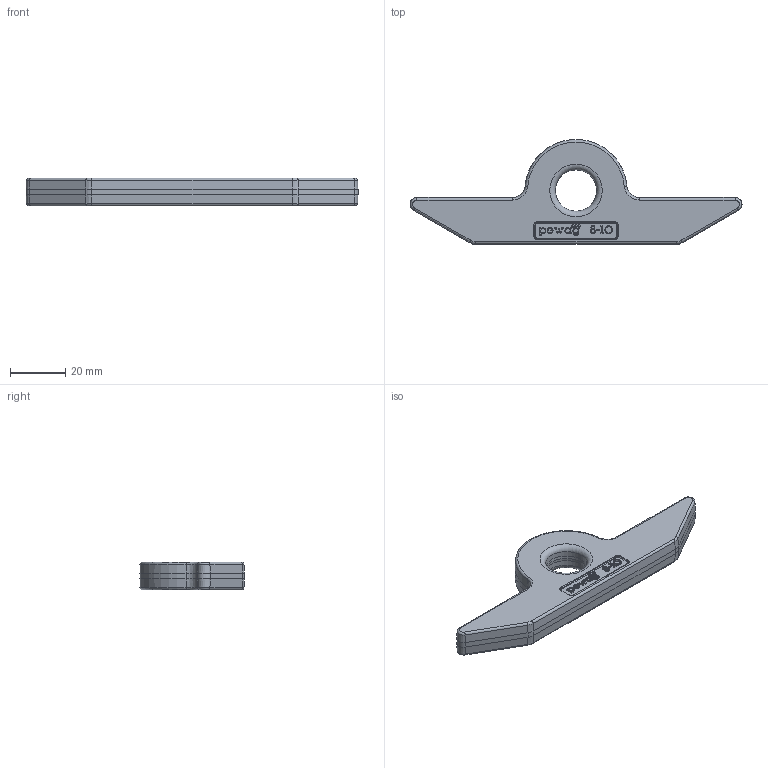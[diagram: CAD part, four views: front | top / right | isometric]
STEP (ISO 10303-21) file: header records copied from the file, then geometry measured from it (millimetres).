
FILE_DESCRIPTION(/* description */ (''),/* implementation_level */ '2;1');
FILE_NAME(/* name */ 'KNEW_Kundenmodell.stp',/* time_stamp */ '2011-12-21T09:19:01+01:00',/* author */ (''),/* organization */ (''),/* preprocessor_version */ 'ST-DEVELOPER v11',/* originating_system */ 'SIEMENS PLM Software NX 7.5',/* authorisation */ '');
FILE_SCHEMA (('AUTOMOTIVE_DESIGN { 1 0 10303 214 1 1 1 1 }'));
Length unit declared in the file: millimetre
Products named in the file (1): kse26A0jlqr
Bounding box: 120 x 37.93 x 10 mm (x, y, z)
Volume: 21481.3 mm3; surface area: 7392.4 mm2
Topology: 1 solids, 1 shells, 555 faces, 1526 edges, 997 vertices
Faces by surface type: plane 469, cylinder 38, torus 32, cone 16
Full cylindrical faces by diameter (mm): 0.864 x3, 15 x2
Entity records: 17290 total; most frequent: CARTESIAN_POINT 3070, ORIENTED_EDGE 3034, DIRECTION 2764, EDGE_CURVE 1517, LINE 1382, VECTOR 1382, VERTEX_POINT 997, AXIS2_PLACEMENT_3D 691
